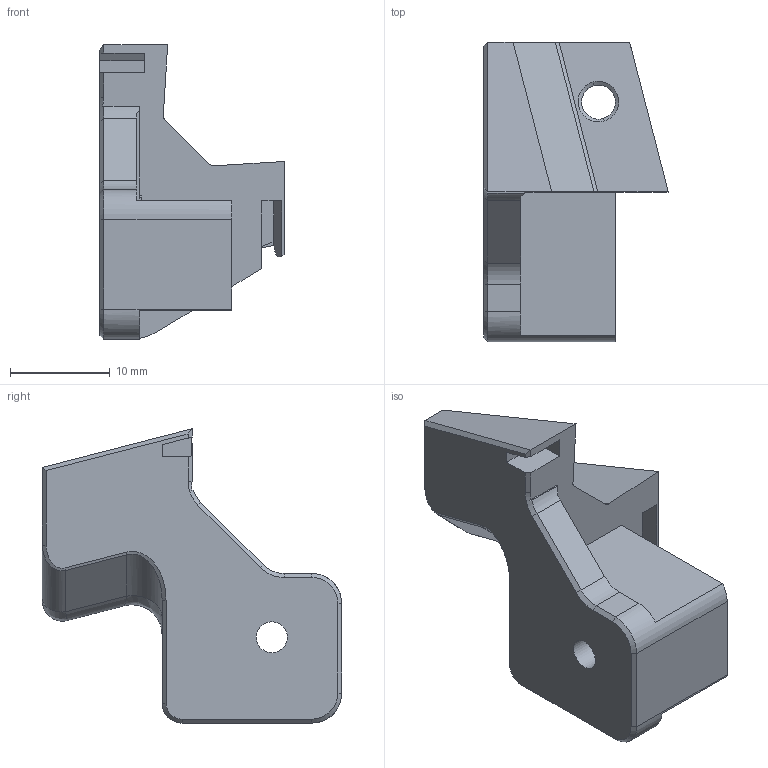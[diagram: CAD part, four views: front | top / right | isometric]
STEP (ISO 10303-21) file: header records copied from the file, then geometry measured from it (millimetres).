
FILE_DESCRIPTION(/* description */ (''),/* implementation_level */ '2;1');
FILE_NAME(/* name */ 'MirrorTH_Lower_Corner_Bracket (1).step',/* time_stamp */ '2021-01-31T19:26:06+01:00',/* author */ (''),/* organization */ (''),/* preprocessor_version */ 'ST-DEVELOPER v18.1',/* originating_system */ 'Autodesk Translation Framework v9.7.1.1290',/* authorisation */ '');
FILE_SCHEMA (('AUTOMOTIVE_DESIGN { 1 0 10303 214 3 1 1 }'));
Length unit declared in the file: millimetre
Products named in the file (1): MirrorTH_Lower_Corner_Bracket (1)
Bounding box: 18.48 x 30 x 29.48 mm (x, y, z)
Volume: 4697.6 mm3; surface area: 2586.6 mm2
Topology: 1 solids, 1 shells, 79 faces, 207 edges, 130 vertices
Faces by surface type: plane 47, cylinder 18, bspline 8, cone 6
Full cylindrical faces by diameter (mm): 3.1 x1, 3.4 x1, 6 x1
Entity records: 3073 total; most frequent: CARTESIAN_POINT 1112, ORIENTED_EDGE 414, DIRECTION 381, EDGE_CURVE 207, LINE 139, VECTOR 139, VERTEX_POINT 130, AXIS2_PLACEMENT_3D 121
